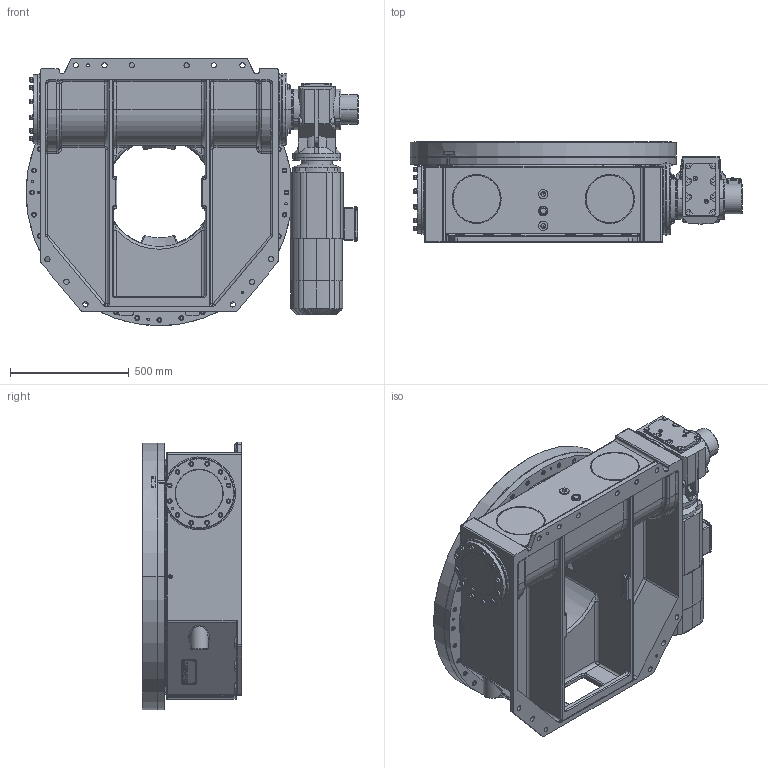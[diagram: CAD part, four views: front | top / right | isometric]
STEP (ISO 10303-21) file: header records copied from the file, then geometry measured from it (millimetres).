
FILE_DESCRIPTION((''),'2;1');
FILE_NAME('A9761','2020-08-19T',('wweis'),('EXPERT Tünkers GmbH'),'PRO/ENGINEER BY PARAMETRIC TECHNOLOGY CORPORATION, 2015280','PRO/ENGINEER BY PARAMETRIC TECHNOLOGY CORPORATION, 2015280','');
FILE_SCHEMA(('AUTOMOTIVE_DESIGN { 1 0 10303 214 1 1 1 1 }'));
Products named in the file (1): A9761
Bounding box: 1395.5 x 420 x 1125 mm (x, y, z)
Surface area: 6716571.3 mm2 (no closed solid volume)
Topology: 0 solids, 182 shells, 1980 faces, 6157 edges, 4349 vertices
Faces by surface type: plane 791, cylinder 617, torus 212, cone 205, bspline 139, sphere 16
Entity records: 90350 total; most frequent: CARTESIAN_POINT 21153, DIRECTION 11946, ORIENTED_EDGE 10323, EDGE_CURVE 6109, AXIS2_PLACEMENT_3D 4493, VERTEX_POINT 4345, VECTOR 2960, LINE 2960
